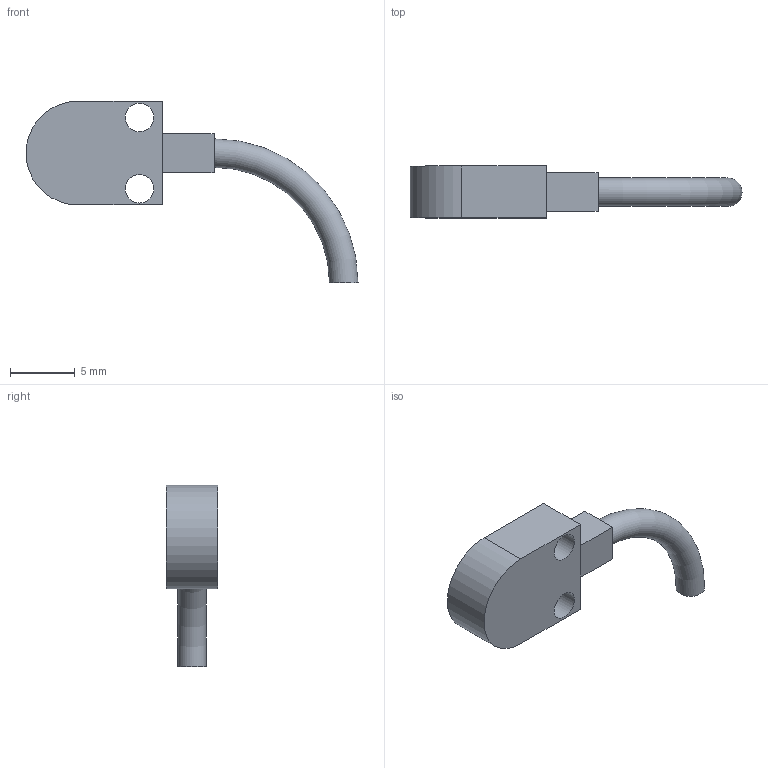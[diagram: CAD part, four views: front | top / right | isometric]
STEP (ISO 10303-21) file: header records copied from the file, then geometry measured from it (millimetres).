
FILE_DESCRIPTION(/* description */ (''),/* implementation_level */ '2;1');
FILE_NAME(/* name */ 'CapacitiveSensor.stp',/* time_stamp */ '2023-05-17T10:46:08+02:00',/* author */ ('Nathann'),/* organization */ (''),/* preprocessor_version */ 'ST-DEVELOPER v19',/* originating_system */ 'Autodesk Inventor 2023',/* authorisation */ '');
FILE_SCHEMA (('AUTOMOTIVE_DESIGN { 1 0 10303 214 3 1 1 }'));
Length unit declared in the file: millimetre
Products named in the file (1): CapacitiveSensor
Bounding box: 25.6 x 4 x 14 mm (x, y, z)
Volume: 372.5 mm3; surface area: 486.5 mm2
Topology: 1 solids, 1 shells, 17 faces, 36 edges, 24 vertices
Faces by surface type: plane 12, cylinder 4, torus 1
Full cylindrical faces by diameter (mm): 2.2 x2, 4.1 x1
Entity records: 512 total; most frequent: DIRECTION 83, CARTESIAN_POINT 78, ORIENTED_EDGE 72, EDGE_CURVE 36, AXIS2_PLACEMENT_3D 29, LINE 25, VECTOR 25, EDGE_LOOP 24
